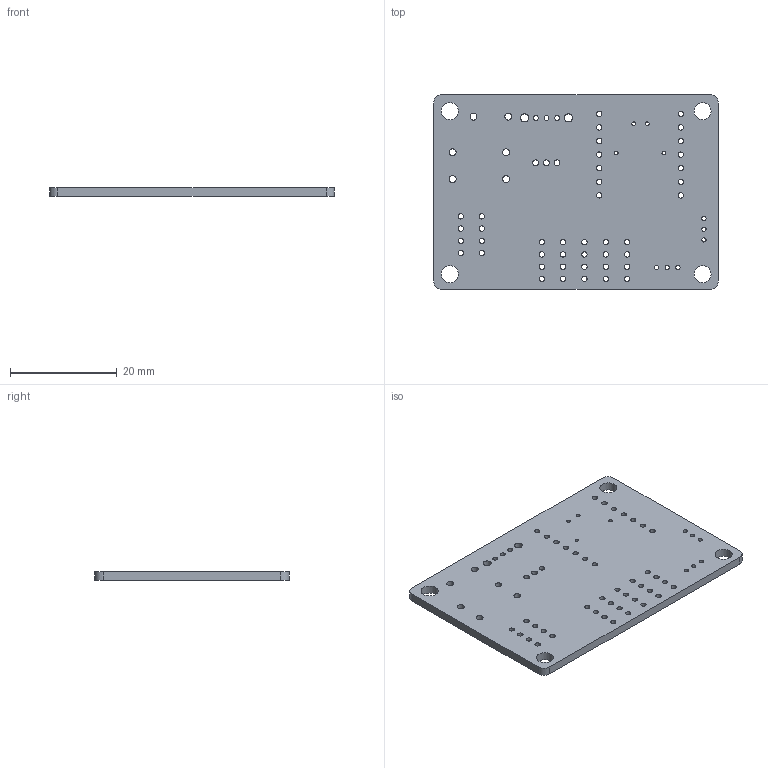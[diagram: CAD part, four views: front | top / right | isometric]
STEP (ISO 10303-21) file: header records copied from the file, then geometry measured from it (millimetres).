
FILE_DESCRIPTION(('KiCad electronic assembly'),'2;1');
FILE_NAME('mcu_holder.step','2022-12-14T21:37:17',('Pcbnew'),('Kicad'), 'Open CASCADE STEP processor 7.6','KiCad to STEP converter','Unknown' );
FILE_SCHEMA(('AUTOMOTIVE_DESIGN { 1 0 10303 214 1 1 1 1 }'));
Length unit declared in the file: millimetre
Products named in the file (2): mcu_holder 1; mcu_holder PCB
Assembly tree (1 placements, depth 2):
  mcu_holder 1
    mcu_holder PCB
Bounding box: 53.26 x 36.32 x 1.6 mm (x, y, z)
Volume: 2954.5 mm3; surface area: 4373.6 mm2
Topology: 1 solids, 1 shells, 80 faces, 234 edges, 156 vertices
Faces by surface type: cylinder 74, plane 6
Full cylindrical faces by diameter (mm): 0.7 x4, 0.8 x6, 0.9 x3, 1 x42, 1.092 x3, 1.3 x6, 1.5 x2, 3.2 x4
Entity records: 6115 total; most frequent: DIRECTION 1014, CARTESIAN_POINT 940, ORIENTED_EDGE 468, PCURVE 468, DEFINITIONAL_REPRESENTATION 468, LINE 406, VECTOR 406, CIRCLE 296
